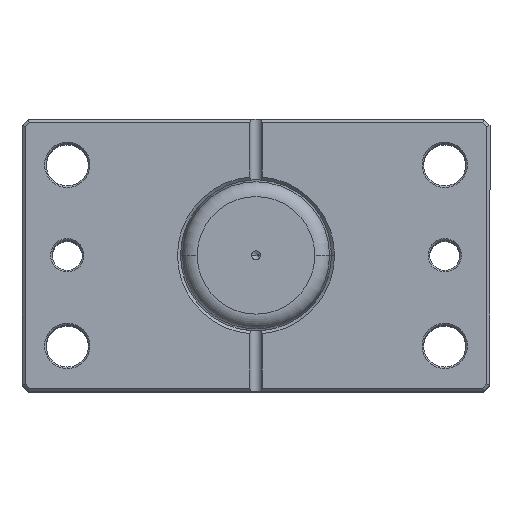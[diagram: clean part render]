
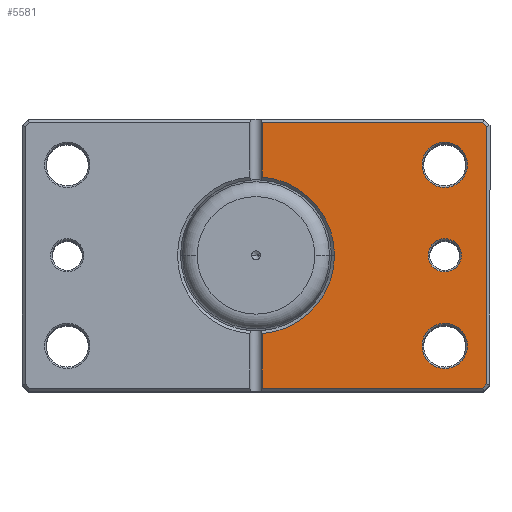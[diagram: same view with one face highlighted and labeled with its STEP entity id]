
A CAD part, top view. The second image highlights one B-rep face of the part: STEP entity #5581.
In plain terms, the highlighted face is planar.
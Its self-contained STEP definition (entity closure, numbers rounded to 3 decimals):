
#44 = VERTEX_POINT ( 'NONE', #1934 ) ;
#95 = DIRECTION ( 'NONE',  ( 1., 0., 0. ) ) ;
#159 = AXIS2_PLACEMENT_3D ( 'NONE', #2614, #6464, #2036 ) ;
#186 = EDGE_CURVE ( 'NONE', #2420, #5040, #449, .T. ) ;
#296 = ORIENTED_EDGE ( 'NONE', *, *, #940, .T. ) ;
#449 = CIRCLE ( 'NONE', #159, 7.5 ) ;
#458 = CARTESIAN_POINT ( 'NONE',  ( -2., 44., 0. ) ) ;
#483 = ORIENTED_EDGE ( 'NONE', *, *, #7127, .T. ) ;
#610 = VECTOR ( 'NONE', #2422, 1000. ) ;
#629 = ORIENTED_EDGE ( 'NONE', *, *, #1998, .T. ) ;
#668 = CARTESIAN_POINT ( 'NONE',  ( -62.5, 30., 0. ) ) ;
#688 = DIRECTION ( 'NONE',  ( 0., 0., 1. ) ) ;
#775 = AXIS2_PLACEMENT_3D ( 'NONE', #2870, #6707, #3421 ) ;
#788 = CARTESIAN_POINT ( 'NONE',  ( -2., 45., 0. ) ) ;
#801 = CIRCLE ( 'NONE', #1053, 7.5 ) ;
#940 = EDGE_CURVE ( 'NONE', #6146, #3830, #4794, .T. ) ;
#961 = DIRECTION ( 'NONE',  ( 0., 0., 1. ) ) ;
#1053 = AXIS2_PLACEMENT_3D ( 'NONE', #668, #5646, #95 ) ;
#1056 = AXIS2_PLACEMENT_3D ( 'NONE', #5894, #6894, #5846 ) ;
#1107 = CARTESIAN_POINT ( 'NONE',  ( 0., 0., 0. ) ) ;
#1139 = CARTESIAN_POINT ( 'NONE',  ( -55., 30., 0. ) ) ;
#1263 = EDGE_CURVE ( 'NONE', #2856, #3263, #1953, .T. ) ;
#1409 = LINE ( 'NONE', #5835, #5671 ) ;
#1431 = VERTEX_POINT ( 'NONE', #5816 ) ;
#1433 = CARTESIAN_POINT ( 'NONE',  ( -2., -25.923, 0. ) ) ;
#1664 = DIRECTION ( 'NONE',  ( 1., 0., 0. ) ) ;
#1683 = EDGE_LOOP ( 'NONE', ( #7016, #6435 ) ) ;
#1827 = VECTOR ( 'NONE', #2724, 1000. ) ;
#1881 = LINE ( 'NONE', #6944, #3726 ) ;
#1934 = CARTESIAN_POINT ( 'NONE',  ( -2., 25.923, 0. ) ) ;
#1953 = LINE ( 'NONE', #2434, #6197 ) ;
#1998 = EDGE_CURVE ( 'NONE', #44, #3715, #4305, .T. ) ;
#2028 = ORIENTED_EDGE ( 'NONE', *, *, #4453, .T. ) ;
#2036 = DIRECTION ( 'NONE',  ( 1., 0., 0. ) ) ;
#2136 = ORIENTED_EDGE ( 'NONE', *, *, #4911, .T. ) ;
#2158 = EDGE_CURVE ( 'NONE', #6945, #6445, #801, .T. ) ;
#2170 = AXIS2_PLACEMENT_3D ( 'NONE', #5046, #6142, #2840 ) ;
#2285 = LINE ( 'NONE', #788, #5248 ) ;
#2363 = FACE_BOUND ( 'NONE', #3017, .T. ) ;
#2367 = AXIS2_PLACEMENT_3D ( 'NONE', #1107, #4998, #1664 ) ;
#2371 = CARTESIAN_POINT ( 'NONE',  ( -68., 0., 0. ) ) ;
#2404 = DIRECTION ( 'NONE',  ( 0., 0., 1. ) ) ;
#2420 = VERTEX_POINT ( 'NONE', #4450 ) ;
#2422 = DIRECTION ( 'NONE',  ( 1., 0., 0. ) ) ;
#2432 = CARTESIAN_POINT ( 'NONE',  ( -76.5, -42.586, 0. ) ) ;
#2434 = CARTESIAN_POINT ( 'NONE',  ( -59.543, -59.543, 0. ) ) ;
#2524 = EDGE_CURVE ( 'NONE', #3789, #1431, #6093, .T. ) ;
#2614 = CARTESIAN_POINT ( 'NONE',  ( -62.5, -30., 0. ) ) ;
#2687 = CIRCLE ( 'NONE', #2367, 26. ) ;
#2724 = DIRECTION ( 'NONE',  ( 0., -1., 0. ) ) ;
#2760 = VERTEX_POINT ( 'NONE', #5369 ) ;
#2840 = DIRECTION ( 'NONE',  ( 1., 0., 0. ) ) ;
#2856 = VERTEX_POINT ( 'NONE', #4861 ) ;
#2870 = CARTESIAN_POINT ( 'NONE',  ( -62.5, 0., 0. ) ) ;
#2962 = DIRECTION ( 'NONE',  ( -0.707, 0.707, 0. ) ) ;
#3010 = EDGE_CURVE ( 'NONE', #3715, #6146, #2687, .T. ) ;
#3017 = EDGE_LOOP ( 'NONE', ( #3999, #3983 ) ) ;
#3207 = CIRCLE ( 'NONE', #7118, 7.5 ) ;
#3263 = VERTEX_POINT ( 'NONE', #2432 ) ;
#3373 = PLANE ( 'NONE',  #2170 ) ;
#3381 = EDGE_CURVE ( 'NONE', #3263, #6932, #1881, .T. ) ;
#3419 = EDGE_CURVE ( 'NONE', #6445, #6945, #3207, .T. ) ;
#3421 = DIRECTION ( 'NONE',  ( 1., 0., 0. ) ) ;
#3545 = CARTESIAN_POINT ( 'NONE',  ( -2., 45., 0. ) ) ;
#3590 = LINE ( 'NONE', #5741, #610 ) ;
#3627 = ORIENTED_EDGE ( 'NONE', *, *, #1263, .T. ) ;
#3715 = VERTEX_POINT ( 'NONE', #4548 ) ;
#3726 = VECTOR ( 'NONE', #5328, 1000. ) ;
#3789 = VERTEX_POINT ( 'NONE', #2371 ) ;
#3830 = VERTEX_POINT ( 'NONE', #6289 ) ;
#3872 = FACE_OUTER_BOUND ( 'NONE', #4330, .T. ) ;
#3968 = CIRCLE ( 'NONE', #6316, 5.5 ) ;
#3983 = ORIENTED_EDGE ( 'NONE', *, *, #4937, .T. ) ;
#3999 = ORIENTED_EDGE ( 'NONE', *, *, #2524, .T. ) ;
#4041 = CARTESIAN_POINT ( 'NONE',  ( -62.5, 0., 0. ) ) ;
#4152 = CIRCLE ( 'NONE', #5872, 7.5 ) ;
#4171 = VERTEX_POINT ( 'NONE', #458 ) ;
#4177 = ORIENTED_EDGE ( 'NONE', *, *, #3010, .T. ) ;
#4216 = FACE_BOUND ( 'NONE', #5443, .T. ) ;
#4305 = CIRCLE ( 'NONE', #1056, 26. ) ;
#4312 = LINE ( 'NONE', #5104, #5597 ) ;
#4323 = CARTESIAN_POINT ( 'NONE',  ( -62.5, 30., 0. ) ) ;
#4330 = EDGE_LOOP ( 'NONE', ( #6793, #629, #4177, #296, #2136, #3627, #6526, #6641, #483 ) ) ;
#4450 = CARTESIAN_POINT ( 'NONE',  ( -55., -30., 0. ) ) ;
#4453 = EDGE_CURVE ( 'NONE', #5040, #2420, #4152, .T. ) ;
#4548 = CARTESIAN_POINT ( 'NONE',  ( -26., 0., 0. ) ) ;
#4597 = DIRECTION ( 'NONE',  ( 1., 0., 0. ) ) ;
#4692 = DIRECTION ( 'NONE',  ( 0., -1., 0. ) ) ;
#4794 = LINE ( 'NONE', #3545, #1827 ) ;
#4861 = CARTESIAN_POINT ( 'NONE',  ( -75.086, -44., 0. ) ) ;
#4874 = DIRECTION ( 'NONE',  ( 1., 0., 0. ) ) ;
#4911 = EDGE_CURVE ( 'NONE', #3830, #2856, #4312, .T. ) ;
#4937 = EDGE_CURVE ( 'NONE', #1431, #3789, #3968, .T. ) ;
#4998 = DIRECTION ( 'NONE',  ( 0., 0., 1. ) ) ;
#5040 = VERTEX_POINT ( 'NONE', #6828 ) ;
#5046 = CARTESIAN_POINT ( 'NONE',  ( 0., 0., 0. ) ) ;
#5102 = EDGE_CURVE ( 'NONE', #6932, #2760, #1409, .T. ) ;
#5104 = CARTESIAN_POINT ( 'NONE',  ( 0., -44., 0. ) ) ;
#5248 = VECTOR ( 'NONE', #4692, 1000. ) ;
#5328 = DIRECTION ( 'NONE',  ( 0., 1., 0. ) ) ;
#5369 = CARTESIAN_POINT ( 'NONE',  ( -75.086, 44., 0. ) ) ;
#5443 = EDGE_LOOP ( 'NONE', ( #2028, #7031 ) ) ;
#5549 = CARTESIAN_POINT ( 'NONE',  ( -76.5, 42.586, 0. ) ) ;
#5581 = ADVANCED_FACE ( 'NONE', ( #2363, #4216, #6754, #3872 ), #3373, .F. ) ;
#5597 = VECTOR ( 'NONE', #5629, 1000. ) ;
#5629 = DIRECTION ( 'NONE',  ( -1., 0., 0. ) ) ;
#5646 = DIRECTION ( 'NONE',  ( 0., 0., 1. ) ) ;
#5671 = VECTOR ( 'NONE', #5797, 1000. ) ;
#5725 = CARTESIAN_POINT ( 'NONE',  ( -62.5, -30., 0. ) ) ;
#5741 = CARTESIAN_POINT ( 'NONE',  ( 0., 44., 0. ) ) ;
#5797 = DIRECTION ( 'NONE',  ( 0.707, 0.707, 0. ) ) ;
#5816 = CARTESIAN_POINT ( 'NONE',  ( -57., 0., 0. ) ) ;
#5835 = CARTESIAN_POINT ( 'NONE',  ( -59.543, 59.543, 0. ) ) ;
#5846 = DIRECTION ( 'NONE',  ( 1., 0., 0. ) ) ;
#5872 = AXIS2_PLACEMENT_3D ( 'NONE', #5725, #2404, #6263 ) ;
#5894 = CARTESIAN_POINT ( 'NONE',  ( 0., 0., 0. ) ) ;
#6093 = CIRCLE ( 'NONE', #775, 5.5 ) ;
#6107 = CARTESIAN_POINT ( 'NONE',  ( -70., 30., 0. ) ) ;
#6142 = DIRECTION ( 'NONE',  ( 0., 0., 1. ) ) ;
#6146 = VERTEX_POINT ( 'NONE', #1433 ) ;
#6197 = VECTOR ( 'NONE', #2962, 1000. ) ;
#6263 = DIRECTION ( 'NONE',  ( 1., 0., 0. ) ) ;
#6289 = CARTESIAN_POINT ( 'NONE',  ( -2., -44., 0. ) ) ;
#6316 = AXIS2_PLACEMENT_3D ( 'NONE', #4041, #688, #4597 ) ;
#6435 = ORIENTED_EDGE ( 'NONE', *, *, #3419, .T. ) ;
#6445 = VERTEX_POINT ( 'NONE', #1139 ) ;
#6464 = DIRECTION ( 'NONE',  ( 0., 0., 1. ) ) ;
#6526 = ORIENTED_EDGE ( 'NONE', *, *, #3381, .T. ) ;
#6589 = EDGE_CURVE ( 'NONE', #4171, #44, #2285, .T. ) ;
#6641 = ORIENTED_EDGE ( 'NONE', *, *, #5102, .T. ) ;
#6707 = DIRECTION ( 'NONE',  ( 0., 0., 1. ) ) ;
#6754 = FACE_BOUND ( 'NONE', #1683, .T. ) ;
#6793 = ORIENTED_EDGE ( 'NONE', *, *, #6589, .T. ) ;
#6828 = CARTESIAN_POINT ( 'NONE',  ( -70., -30., 0. ) ) ;
#6894 = DIRECTION ( 'NONE',  ( 0., 0., 1. ) ) ;
#6932 = VERTEX_POINT ( 'NONE', #5549 ) ;
#6944 = CARTESIAN_POINT ( 'NONE',  ( -76.5, 0., 0. ) ) ;
#6945 = VERTEX_POINT ( 'NONE', #6107 ) ;
#7016 = ORIENTED_EDGE ( 'NONE', *, *, #2158, .T. ) ;
#7031 = ORIENTED_EDGE ( 'NONE', *, *, #186, .T. ) ;
#7118 = AXIS2_PLACEMENT_3D ( 'NONE', #4323, #961, #4874 ) ;
#7127 = EDGE_CURVE ( 'NONE', #2760, #4171, #3590, .T. ) ;
